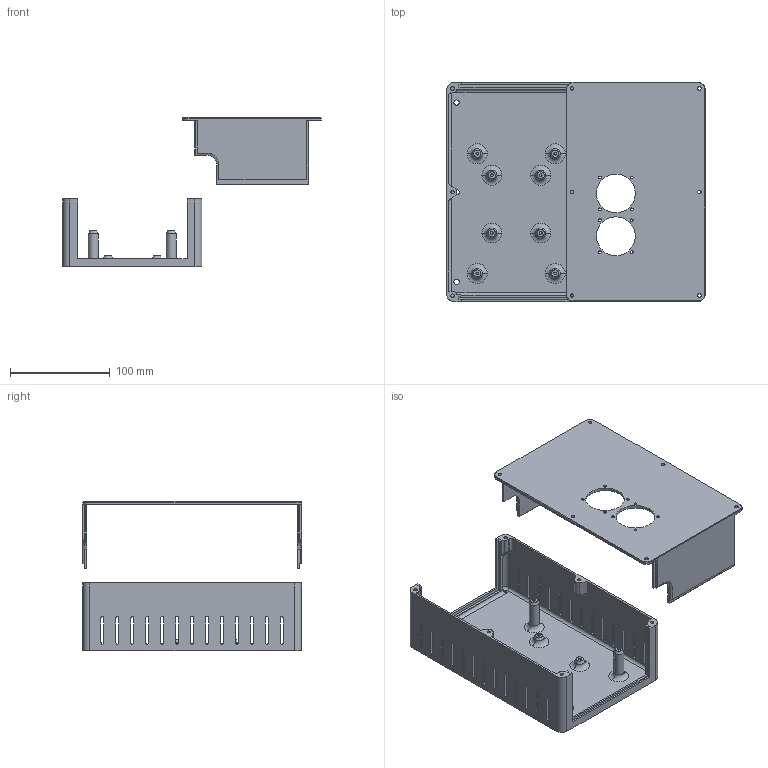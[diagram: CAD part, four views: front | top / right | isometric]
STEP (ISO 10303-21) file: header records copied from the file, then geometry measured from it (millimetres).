
FILE_DESCRIPTION (( 'STEP AP214' ), '1' );
FILE_NAME ('Azteeg_X5_GT_Case.STEP', '2016-08-30T02:38:31', ( '' ), ( '' ), 'SwSTEP 2.0', 'SolidWorks 2016', '' );
FILE_SCHEMA (( 'AUTOMOTIVE_DESIGN' ));
Length unit declared in the file: millimetre
Products named in the file (1): Azteeg_X5_GT_Case
Bounding box: 260 x 220.15 x 150 mm (x, y, z)
Volume: 324278 mm3; surface area: 226095.4 mm2
Topology: 2 solids, 2 shells, 702 faces, 1867 edges, 1174 vertices
Faces by surface type: plane 271, cylinder 235, bspline 132, torus 35, cone 25, sphere 4
Entity records: 27283 total; most frequent: CARTESIAN_POINT 10375, ORIENTED_EDGE 3690, DIRECTION 3233, EDGE_CURVE 1845, VERTEX_POINT 1174, AXIS2_PLACEMENT_3D 1100, LINE 1033, VECTOR 1033
